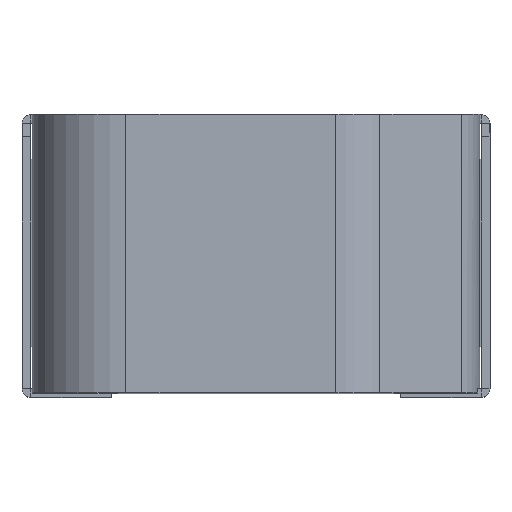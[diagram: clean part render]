
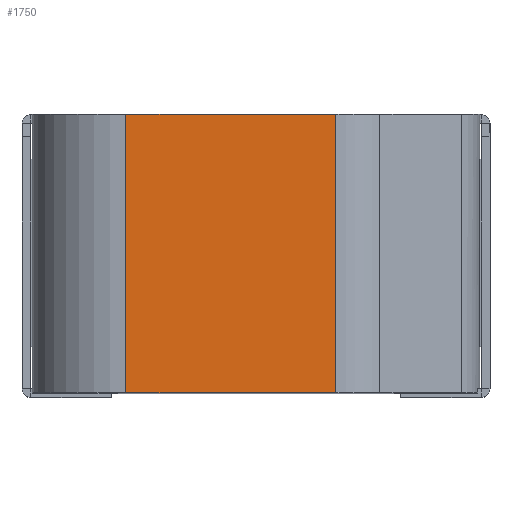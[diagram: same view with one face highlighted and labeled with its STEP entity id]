
A CAD part, top view. The second image highlights one B-rep face of the part: STEP entity #1750.
In plain terms, the highlighted planar face has unit normal (0, 0, 1).
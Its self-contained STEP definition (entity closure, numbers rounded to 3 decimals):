
#113 = LINE ( 'NONE', #1331, #666 ) ;
#141 = DIRECTION ( 'NONE',  ( 0., 0., -1. ) ) ;
#182 = CARTESIAN_POINT ( 'NONE',  ( -5.02, 0., 5. ) ) ;
#274 = VECTOR ( 'NONE', #1543, 1000. ) ;
#275 = CARTESIAN_POINT ( 'NONE',  ( -2.92, 6.25, 5. ) ) ;
#296 = PLANE ( 'NONE',  #1079 ) ;
#366 = CARTESIAN_POINT ( 'NONE',  ( -5.02, 6.25, 5. ) ) ;
#426 = VERTEX_POINT ( 'NONE', #1954 ) ;
#427 = EDGE_CURVE ( 'NONE', #1428, #426, #113, .T. ) ;
#512 = CARTESIAN_POINT ( 'NONE',  ( 1.79, 0., 5. ) ) ;
#545 = CARTESIAN_POINT ( 'NONE',  ( -2.92, 0., 5. ) ) ;
#634 = DIRECTION ( 'NONE',  ( 1., 0., 0. ) ) ;
#666 = VECTOR ( 'NONE', #1187, 1000. ) ;
#723 = VECTOR ( 'NONE', #967, 1000. ) ;
#816 = EDGE_CURVE ( 'NONE', #1293, #1942, #1848, .T. ) ;
#881 = ORIENTED_EDGE ( 'NONE', *, *, #427, .T. ) ;
#967 = DIRECTION ( 'NONE',  ( 1., 0., 0. ) ) ;
#999 = EDGE_CURVE ( 'NONE', #1942, #1428, #1122, .T. ) ;
#1051 = ORIENTED_EDGE ( 'NONE', *, *, #999, .T. ) ;
#1069 = ORIENTED_EDGE ( 'NONE', *, *, #816, .T. ) ;
#1079 = AXIS2_PLACEMENT_3D ( 'NONE', #1535, #141, #1384 ) ;
#1121 = VECTOR ( 'NONE', #634, 1000. ) ;
#1122 = LINE ( 'NONE', #182, #1121 ) ;
#1159 = LINE ( 'NONE', #366, #723 ) ;
#1187 = DIRECTION ( 'NONE',  ( 0., 1., 0. ) ) ;
#1199 = ORIENTED_EDGE ( 'NONE', *, *, #1760, .F. ) ;
#1293 = VERTEX_POINT ( 'NONE', #1779 ) ;
#1331 = CARTESIAN_POINT ( 'NONE',  ( 1.79, 6.25, 5. ) ) ;
#1384 = DIRECTION ( 'NONE',  ( -1., 0., 0. ) ) ;
#1406 = FACE_OUTER_BOUND ( 'NONE', #1786, .T. ) ;
#1428 = VERTEX_POINT ( 'NONE', #512 ) ;
#1535 = CARTESIAN_POINT ( 'NONE',  ( -5.02, 6.25, 5. ) ) ;
#1543 = DIRECTION ( 'NONE',  ( 0., -1., 0. ) ) ;
#1750 = ADVANCED_FACE ( 'NONE', ( #1406 ), #296, .F. ) ;
#1760 = EDGE_CURVE ( 'NONE', #1293, #426, #1159, .T. ) ;
#1779 = CARTESIAN_POINT ( 'NONE',  ( -2.92, 6.25, 5. ) ) ;
#1786 = EDGE_LOOP ( 'NONE', ( #1051, #881, #1199, #1069 ) ) ;
#1848 = LINE ( 'NONE', #275, #274 ) ;
#1942 = VERTEX_POINT ( 'NONE', #545 ) ;
#1954 = CARTESIAN_POINT ( 'NONE',  ( 1.79, 6.25, 5. ) ) ;
